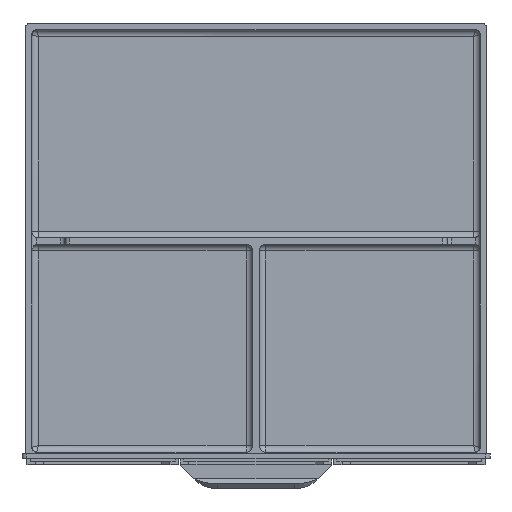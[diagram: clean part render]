
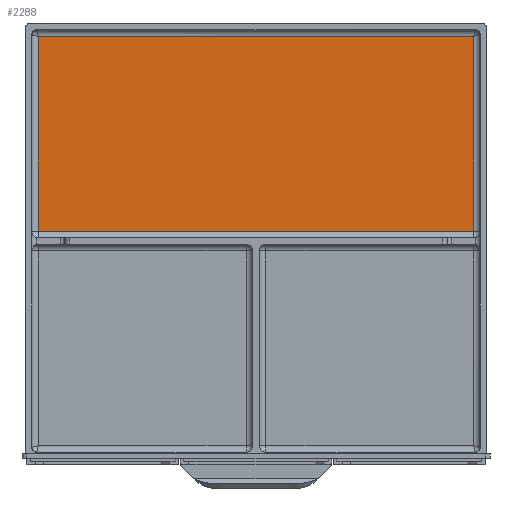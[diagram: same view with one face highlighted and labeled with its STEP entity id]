
A CAD part, top view. The second image highlights one B-rep face of the part: STEP entity #2288.
In plain terms, the highlighted planar face has unit normal (0, 0, 1).
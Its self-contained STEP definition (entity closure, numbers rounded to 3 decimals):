
#62=PLANE('',#2486);
#169=FACE_OUTER_BOUND('',#304,.T.);
#304=EDGE_LOOP('',(#1747,#1748,#1749,#1750));
#461=LINE('',#3633,#716);
#462=LINE('',#3636,#717);
#463=LINE('',#3639,#718);
#465=LINE('',#3642,#720);
#716=VECTOR('',#2833,10.);
#717=VECTOR('',#2838,10.);
#718=VECTOR('',#2843,10.);
#720=VECTOR('',#2847,10.);
#1049=VERTEX_POINT('',#3584);
#1051=VERTEX_POINT('',#3619);
#1052=VERTEX_POINT('',#3623);
#1053=VERTEX_POINT('',#3628);
#1302=EDGE_CURVE('',#1053,#1051,#461,.T.);
#1303=EDGE_CURVE('',#1052,#1053,#462,.T.);
#1304=EDGE_CURVE('',#1049,#1052,#463,.T.);
#1306=EDGE_CURVE('',#1051,#1049,#465,.T.);
#1747=ORIENTED_EDGE('',*,*,#1302,.F.);
#1748=ORIENTED_EDGE('',*,*,#1303,.F.);
#1749=ORIENTED_EDGE('',*,*,#1304,.F.);
#1750=ORIENTED_EDGE('',*,*,#1306,.F.);
#2288=ADVANCED_FACE('',(#169),#62,.F.);
#2486=AXIS2_PLACEMENT_3D('',#3648,#2856,#2857);
#2833=DIRECTION('',(0.,1.,0.));
#2838=DIRECTION('',(-1.,0.,0.));
#2843=DIRECTION('',(0.,-1.,0.));
#2847=DIRECTION('',(1.,0.,0.));
#2856=DIRECTION('center_axis',(0.,0.,-1.));
#2857=DIRECTION('ref_axis',(-1.,0.,0.));
#3584=CARTESIAN_POINT('',(65.39,61.471,-16.33));
#3619=CARTESIAN_POINT('',(-65.39,61.471,-16.33));
#3623=CARTESIAN_POINT('',(65.39,2.96,-16.33));
#3628=CARTESIAN_POINT('',(-65.39,2.96,-16.33));
#3633=CARTESIAN_POINT('',(-65.39,32.696,-16.33));
#3636=CARTESIAN_POINT('',(33.695,2.96,-16.33));
#3639=CARTESIAN_POINT('',(65.39,-32.696,-16.33));
#3642=CARTESIAN_POINT('',(34.655,61.471,-16.33));
#3648=CARTESIAN_POINT('Origin',(0.,0.,-16.33));
